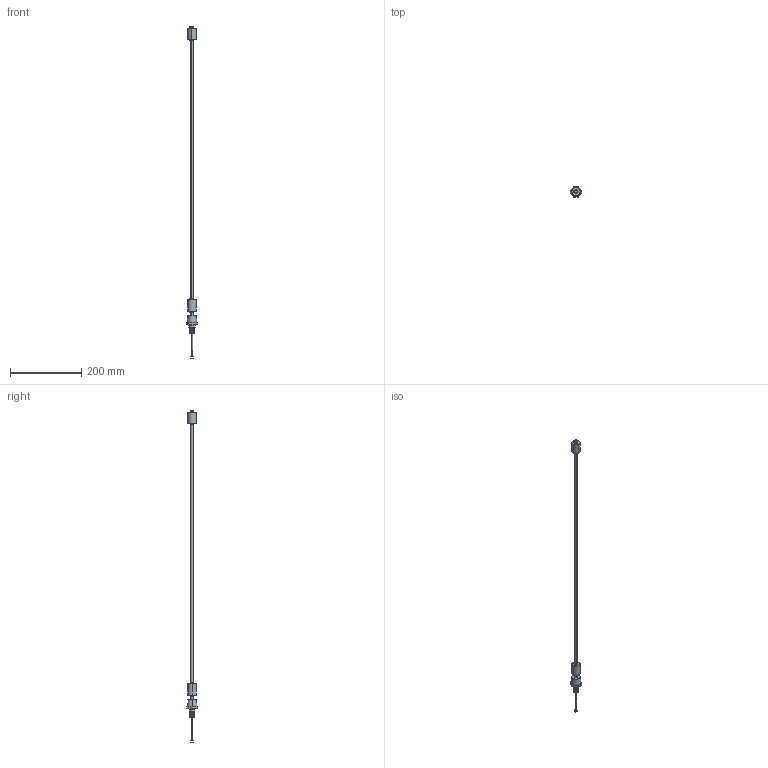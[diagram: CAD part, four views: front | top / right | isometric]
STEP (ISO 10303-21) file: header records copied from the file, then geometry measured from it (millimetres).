
FILE_DESCRIPTION (( 'STEP AP214' ), '1' );
FILE_NAME ('ADM4168-3 nc coord fxt.STEP', '2022-03-22T14:10:10', ( '' ), ( '' ), 'SwSTEP 2.0', 'SolidWorks 2021', '' );
FILE_SCHEMA (( 'AUTOMOTIVE_DESIGN' ));
Length unit declared in the file: inch
Products named in the file (1): ADM4168-3 nc coord fxt
Bounding box: 33 x 28.57 x 933.28 mm (x, y, z)
Volume: 54389.9 mm3; surface area: 54931.1 mm2
Topology: 21 solids, 21 shells, 321 faces, 736 edges, 469 vertices
Faces by surface type: cylinder 171, plane 106, bspline 34, cone 10
Entity records: 10622 total; most frequent: CARTESIAN_POINT 2988, DIRECTION 1599, ORIENTED_EDGE 1472, EDGE_CURVE 736, AXIS2_PLACEMENT_3D 637, VERTEX_POINT 469, EDGE_LOOP 363, CIRCLE 349
